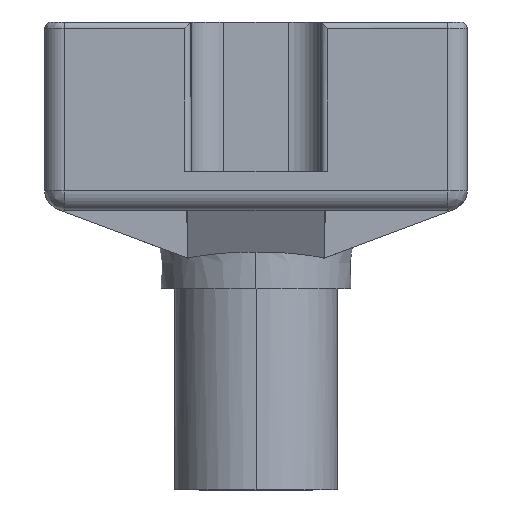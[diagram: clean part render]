
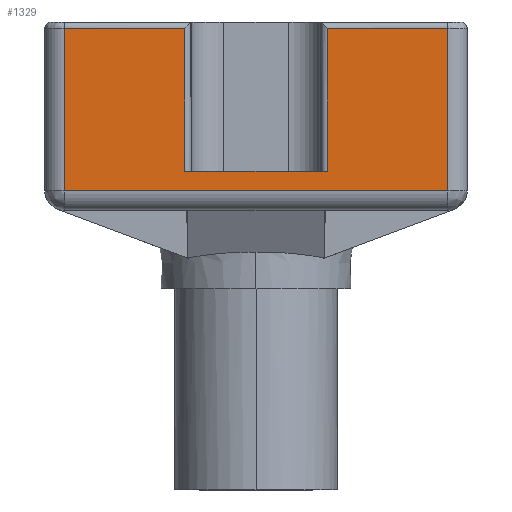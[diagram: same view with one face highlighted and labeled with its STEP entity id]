
A CAD part, left-side view. The second image highlights one B-rep face of the part: STEP entity #1329.
In plain terms, the highlighted planar face has unit normal (-1, 0, 0).
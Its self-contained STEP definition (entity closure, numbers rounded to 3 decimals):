
#5 = PLANE ( 'NONE',  #2773 ) ;
#9 = CARTESIAN_POINT ( 'NONE',  ( -47.5, 11., -23. ) ) ;
#22 = EDGE_CURVE ( 'NONE', #995, #1552, #2047, .T. ) ;
#39 = EDGE_CURVE ( 'NONE', #1212, #995, #2090, .T. ) ;
#56 = ORIENTED_EDGE ( 'NONE', *, *, #1216, .F. ) ;
#113 = VERTEX_POINT ( 'NONE', #9 ) ;
#166 = CARTESIAN_POINT ( 'NONE',  ( -47.5, 11., -1. ) ) ;
#183 = CARTESIAN_POINT ( 'NONE',  ( -47.5, 14.75, -1. ) ) ;
#204 = DIRECTION ( 'NONE',  ( 0., 0., -1. ) ) ;
#205 = DIRECTION ( 'NONE',  ( 0., -1., 0. ) ) ;
#211 = CARTESIAN_POINT ( 'NONE',  ( -47.5, 29.5, -26. ) ) ;
#485 = VECTOR ( 'NONE', #1498, 1000. ) ;
#495 = VERTEX_POINT ( 'NONE', #1341 ) ;
#541 = VERTEX_POINT ( 'NONE', #861 ) ;
#549 = DIRECTION ( 'NONE',  ( 0., 0., 1. ) ) ;
#617 = CARTESIAN_POINT ( 'NONE',  ( -47.5, -11., 0. ) ) ;
#665 = EDGE_CURVE ( 'NONE', #495, #1420, #2898, .T. ) ;
#716 = VECTOR ( 'NONE', #205, 1000. ) ;
#801 = LINE ( 'NONE', #183, #1982 ) ;
#818 = DIRECTION ( 'NONE',  ( 0., -1., 0. ) ) ;
#861 = CARTESIAN_POINT ( 'NONE',  ( -47.5, 29.5, -1. ) ) ;
#995 = VERTEX_POINT ( 'NONE', #1114 ) ;
#1003 = DIRECTION ( 'NONE',  ( 0., -1., 0. ) ) ;
#1046 = ORIENTED_EDGE ( 'NONE', *, *, #2178, .T. ) ;
#1114 = CARTESIAN_POINT ( 'NONE',  ( -47.5, -29.5, -26. ) ) ;
#1122 = VECTOR ( 'NONE', #2780, 1000. ) ;
#1163 = ORIENTED_EDGE ( 'NONE', *, *, #665, .F. ) ;
#1184 = CARTESIAN_POINT ( 'NONE',  ( -47.5, -29.5, -1. ) ) ;
#1212 = VERTEX_POINT ( 'NONE', #3079 ) ;
#1216 = EDGE_CURVE ( 'NONE', #541, #2954, #1680, .T. ) ;
#1226 = VECTOR ( 'NONE', #1747, 1000. ) ;
#1288 = DIRECTION ( 'NONE',  ( 0., -1., 0. ) ) ;
#1329 = ADVANCED_FACE ( 'NONE', ( #2892 ), #5, .T. ) ;
#1331 = ORIENTED_EDGE ( 'NONE', *, *, #2881, .F. ) ;
#1341 = CARTESIAN_POINT ( 'NONE',  ( -47.5, -11., -23. ) ) ;
#1362 = CARTESIAN_POINT ( 'NONE',  ( -47.5, 0., -23. ) ) ;
#1364 = ORIENTED_EDGE ( 'NONE', *, *, #22, .T. ) ;
#1420 = VERTEX_POINT ( 'NONE', #3202 ) ;
#1498 = DIRECTION ( 'NONE',  ( 0., 0., 1. ) ) ;
#1552 = VERTEX_POINT ( 'NONE', #1184 ) ;
#1603 = ORIENTED_EDGE ( 'NONE', *, *, #2286, .F. ) ;
#1636 = LINE ( 'NONE', #1362, #3211 ) ;
#1680 = LINE ( 'NONE', #2555, #716 ) ;
#1715 = VECTOR ( 'NONE', #204, 1000. ) ;
#1747 = DIRECTION ( 'NONE',  ( 0., 0., -1. ) ) ;
#1934 = ORIENTED_EDGE ( 'NONE', *, *, #2595, .F. ) ;
#1982 = VECTOR ( 'NONE', #1288, 1000. ) ;
#2011 = ORIENTED_EDGE ( 'NONE', *, *, #39, .T. ) ;
#2047 = LINE ( 'NONE', #2522, #1122 ) ;
#2090 = LINE ( 'NONE', #211, #3401 ) ;
#2120 = EDGE_LOOP ( 'NONE', ( #1934, #1163, #1603, #1331, #56, #1046, #2011, #1364 ) ) ;
#2130 = DIRECTION ( 'NONE',  ( -1., 0., 0. ) ) ;
#2178 = EDGE_CURVE ( 'NONE', #541, #1212, #3340, .T. ) ;
#2286 = EDGE_CURVE ( 'NONE', #113, #495, #1636, .T. ) ;
#2522 = CARTESIAN_POINT ( 'NONE',  ( -47.5, -29.5, 0. ) ) ;
#2555 = CARTESIAN_POINT ( 'NONE',  ( -47.5, 14.75, -1. ) ) ;
#2595 = EDGE_CURVE ( 'NONE', #1420, #1552, #801, .T. ) ;
#2603 = LINE ( 'NONE', #3008, #1226 ) ;
#2672 = CARTESIAN_POINT ( 'NONE',  ( -47.5, 29.5, 0. ) ) ;
#2773 = AXIS2_PLACEMENT_3D ( 'NONE', #2672, #2130, #549 ) ;
#2780 = DIRECTION ( 'NONE',  ( 0., 0., 1. ) ) ;
#2881 = EDGE_CURVE ( 'NONE', #2954, #113, #2603, .T. ) ;
#2892 = FACE_OUTER_BOUND ( 'NONE', #2120, .T. ) ;
#2898 = LINE ( 'NONE', #617, #485 ) ;
#2954 = VERTEX_POINT ( 'NONE', #166 ) ;
#3008 = CARTESIAN_POINT ( 'NONE',  ( -47.5, 11., 0. ) ) ;
#3079 = CARTESIAN_POINT ( 'NONE',  ( -47.5, 29.5, -26. ) ) ;
#3139 = CARTESIAN_POINT ( 'NONE',  ( -47.5, 29.5, 0. ) ) ;
#3202 = CARTESIAN_POINT ( 'NONE',  ( -47.5, -11., -1. ) ) ;
#3211 = VECTOR ( 'NONE', #818, 1000. ) ;
#3340 = LINE ( 'NONE', #3139, #1715 ) ;
#3401 = VECTOR ( 'NONE', #1003, 1000. ) ;
